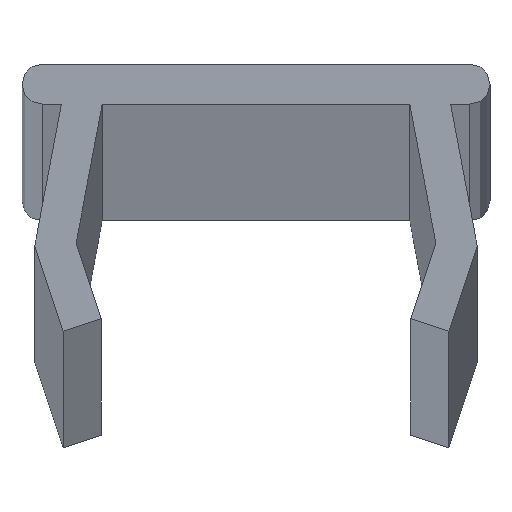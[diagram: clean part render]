
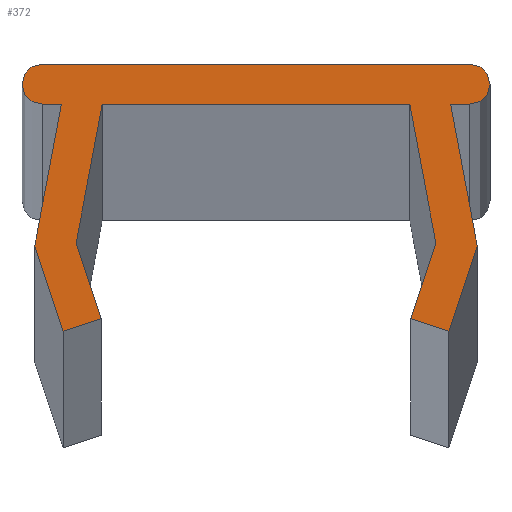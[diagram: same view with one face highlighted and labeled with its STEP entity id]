
A CAD part, top view. The second image highlights one B-rep face of the part: STEP entity #372.
In plain terms, the highlighted planar face has unit normal (0, 0, 1).
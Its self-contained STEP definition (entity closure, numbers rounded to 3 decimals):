
#1 = CIRCLE ( 'NONE', #651, 0.3 ) ;
#3 = EDGE_CURVE ( 'NONE', #25, #635, #235, .T. ) ;
#5 = VERTEX_POINT ( 'NONE', #389 ) ;
#8 = EDGE_CURVE ( 'NONE', #619, #468, #481, .T. ) ;
#13 = DIRECTION ( 'NONE',  ( -0.949, -0.316, 0. ) ) ;
#16 = LINE ( 'NONE', #78, #64 ) ;
#18 = EDGE_CURVE ( 'NONE', #518, #25, #229, .T. ) ;
#19 = CARTESIAN_POINT ( 'NONE',  ( -1.628, 3.55, 1000. ) ) ;
#20 = DIRECTION ( 'NONE',  ( -0.316, -0.949, 0. ) ) ;
#25 = VERTEX_POINT ( 'NONE', #276 ) ;
#29 = EDGE_CURVE ( 'NONE', #5, #465, #642, .T. ) ;
#30 = CARTESIAN_POINT ( 'NONE',  ( -1.328, 3.85, 1000. ) ) ;
#32 = PLANE ( 'NONE',  #440 ) ;
#46 = EDGE_CURVE ( 'NONE', #383, #207, #292, .T. ) ;
#47 = DIRECTION ( 'NONE',  ( 0., 0., 1. ) ) ;
#49 = CARTESIAN_POINT ( 'NONE',  ( 4.562, 1.471, 1000. ) ) ;
#51 = VECTOR ( 'NONE', #607, 1000. ) ;
#64 = VECTOR ( 'NONE', #435, 1000. ) ;
#65 = DIRECTION ( 'NONE',  ( 0.184, -0.983, 0. ) ) ;
#70 = LINE ( 'NONE', #596, #360 ) ;
#77 = CARTESIAN_POINT ( 'NONE',  ( 4.587, 1.545, 1000. ) ) ;
#78 = CARTESIAN_POINT ( 'NONE',  ( -1.413, 1.355, 1000. ) ) ;
#79 = DIRECTION ( 'NONE',  ( -0.316, -0.949, 0. ) ) ;
#97 = ORIENTED_EDGE ( 'NONE', *, *, #532, .F. ) ;
#106 = CARTESIAN_POINT ( 'NONE',  ( -1.628, 3.55, 1000. ) ) ;
#107 = CARTESIAN_POINT ( 'NONE',  ( -0.383, 3.795, 1000. ) ) ;
#109 = ORIENTED_EDGE ( 'NONE', *, *, #164, .F. ) ;
#113 = DIRECTION ( 'NONE',  ( 0., 0., 1. ) ) ;
#119 = DIRECTION ( 'NONE',  ( -0.184, -0.983, 0. ) ) ;
#121 = CARTESIAN_POINT ( 'NONE',  ( -0.444, 0.345, 1000. ) ) ;
#145 = CARTESIAN_POINT ( 'NONE',  ( -1.438, 1.429, 1000. ) ) ;
#146 = ORIENTED_EDGE ( 'NONE', *, *, #29, .F. ) ;
#155 = VECTOR ( 'NONE', #20, 1000. ) ;
#158 = VERTEX_POINT ( 'NONE', #656 ) ;
#160 = LINE ( 'NONE', #621, #230 ) ;
#164 = EDGE_CURVE ( 'NONE', #332, #158, #70, .T. ) ;
#168 = EDGE_CURVE ( 'NONE', #415, #332, #242, .T. ) ;
#172 = ORIENTED_EDGE ( 'NONE', *, *, #3, .T. ) ;
#175 = ORIENTED_EDGE ( 'NONE', *, *, #612, .F. ) ;
#177 = CARTESIAN_POINT ( 'NONE',  ( -1.04, 3.55, 1000. ) ) ;
#178 = VECTOR ( 'NONE', #438, 1000. ) ;
#187 = FACE_OUTER_BOUND ( 'NONE', #199, .T. ) ;
#199 = EDGE_LOOP ( 'NONE', ( #409, #570, #260, #321, #508, #361, #146, #426, #175, #461, #172, #666, #109, #630, #97, #270, #432, #512 ) ) ;
#200 = EDGE_CURVE ( 'NONE', #207, #625, #445, .T. ) ;
#202 = CARTESIAN_POINT ( 'NONE',  ( 4.783, 3.55, 1000. ) ) ;
#207 = VERTEX_POINT ( 'NONE', #177 ) ;
#208 = LINE ( 'NONE', #107, #358 ) ;
#212 = CARTESIAN_POINT ( 'NONE',  ( -1.628, 3.55, 1000. ) ) ;
#218 = EDGE_CURVE ( 'NONE', #625, #465, #16, .T. ) ;
#227 = DIRECTION ( 'NONE',  ( -1., 0., 0. ) ) ;
#229 = LINE ( 'NONE', #106, #178 ) ;
#230 = VECTOR ( 'NONE', #427, 1000. ) ;
#235 = LINE ( 'NONE', #528, #649 ) ;
#241 = DIRECTION ( 'NONE',  ( 0., 0., 1. ) ) ;
#242 = LINE ( 'NONE', #299, #337 ) ;
#244 = CARTESIAN_POINT ( 'NONE',  ( 4.756, 0.155, 1000. ) ) ;
#246 = DIRECTION ( 'NONE',  ( 0., 0., 1. ) ) ;
#248 = CARTESIAN_POINT ( 'NONE',  ( -1.328, 3.55, 1000. ) ) ;
#253 = EDGE_CURVE ( 'NONE', #327, #383, #502, .T. ) ;
#260 = ORIENTED_EDGE ( 'NONE', *, *, #253, .T. ) ;
#270 = ORIENTED_EDGE ( 'NONE', *, *, #8, .T. ) ;
#276 = CARTESIAN_POINT ( 'NONE',  ( 4.173, 3.55, 1000. ) ) ;
#279 = EDGE_CURVE ( 'NONE', #521, #327, #588, .T. ) ;
#280 = AXIS2_PLACEMENT_3D ( 'NONE', #599, #113, #289 ) ;
#284 = CARTESIAN_POINT ( 'NONE',  ( -0.973, 3.905, 1000. ) ) ;
#287 = CARTESIAN_POINT ( 'NONE',  ( 5.072, 3.55, 1000. ) ) ;
#289 = DIRECTION ( 'NONE',  ( -1., 0., 0. ) ) ;
#290 = DIRECTION ( 'NONE',  ( -0.949, 0.316, 0. ) ) ;
#292 = LINE ( 'NONE', #212, #357 ) ;
#297 = CARTESIAN_POINT ( 'NONE',  ( 5.181, 1.429, 1000. ) ) ;
#299 = CARTESIAN_POINT ( 'NONE',  ( 5.156, 1.355, 1000. ) ) ;
#302 = LINE ( 'NONE', #453, #51 ) ;
#316 = CIRCLE ( 'NONE', #428, 0.3 ) ;
#321 = ORIENTED_EDGE ( 'NONE', *, *, #46, .T. ) ;
#323 = DIRECTION ( 'NONE',  ( -0.184, -0.983, 0. ) ) ;
#327 = VERTEX_POINT ( 'NONE', #552 ) ;
#332 = VERTEX_POINT ( 'NONE', #244 ) ;
#337 = VECTOR ( 'NONE', #79, 1000. ) ;
#349 = CARTESIAN_POINT ( 'NONE',  ( 5.072, 3.85, 1000. ) ) ;
#357 = VECTOR ( 'NONE', #423, 1000. ) ;
#358 = VECTOR ( 'NONE', #323, 1000. ) ;
#360 = VECTOR ( 'NONE', #290, 1000. ) ;
#361 = ORIENTED_EDGE ( 'NONE', *, *, #218, .T. ) ;
#362 = EDGE_CURVE ( 'NONE', #579, #5, #302, .T. ) ;
#372 = ADVANCED_FACE ( 'NONE', ( #187 ), #32, .F. ) ;
#383 = VERTEX_POINT ( 'NONE', #248 ) ;
#385 = EDGE_CURVE ( 'NONE', #669, #425, #316, .T. ) ;
#389 = CARTESIAN_POINT ( 'NONE',  ( -0.444, 0.345, 1000. ) ) ;
#395 = CARTESIAN_POINT ( 'NONE',  ( -0.429, 3.55, 1000. ) ) ;
#402 = DIRECTION ( 'NONE',  ( -1., 0., 0. ) ) ;
#403 = DIRECTION ( 'NONE',  ( -1., 0., 0. ) ) ;
#409 = ORIENTED_EDGE ( 'NONE', *, *, #551, .F. ) ;
#415 = VERTEX_POINT ( 'NONE', #297 ) ;
#423 = DIRECTION ( 'NONE',  ( 1., 0., 0. ) ) ;
#425 = VERTEX_POINT ( 'NONE', #541 ) ;
#426 = ORIENTED_EDGE ( 'NONE', *, *, #362, .F. ) ;
#427 = DIRECTION ( 'NONE',  ( 1., 0., 0. ) ) ;
#428 = AXIS2_PLACEMENT_3D ( 'NONE', #349, #246, #403 ) ;
#432 = ORIENTED_EDGE ( 'NONE', *, *, #617, .T. ) ;
#435 = DIRECTION ( 'NONE',  ( 0.316, -0.949, 0. ) ) ;
#438 = DIRECTION ( 'NONE',  ( 1., 0., 0. ) ) ;
#440 = AXIS2_PLACEMENT_3D ( 'NONE', #657, #660, #402 ) ;
#445 = LINE ( 'NONE', #284, #530 ) ;
#453 = CARTESIAN_POINT ( 'NONE',  ( -0.844, 1.545, 1000. ) ) ;
#461 = ORIENTED_EDGE ( 'NONE', *, *, #18, .T. ) ;
#464 = CARTESIAN_POINT ( 'NONE',  ( 5.072, 3.85, 1000. ) ) ;
#465 = VERTEX_POINT ( 'NONE', #492 ) ;
#466 = AXIS2_PLACEMENT_3D ( 'NONE', #30, #241, #227 ) ;
#468 = VERTEX_POINT ( 'NONE', #287 ) ;
#469 = VECTOR ( 'NONE', #633, 1000. ) ;
#475 = CARTESIAN_POINT ( 'NONE',  ( -0.819, 1.471, 1000. ) ) ;
#481 = LINE ( 'NONE', #19, #469 ) ;
#482 = EDGE_CURVE ( 'NONE', #635, #158, #488, .T. ) ;
#488 = LINE ( 'NONE', #77, #155 ) ;
#492 = CARTESIAN_POINT ( 'NONE',  ( -1.013, 0.155, 1000. ) ) ;
#502 = CIRCLE ( 'NONE', #280, 0.3 ) ;
#507 = CARTESIAN_POINT ( 'NONE',  ( 5.372, 3.85, 1000. ) ) ;
#508 = ORIENTED_EDGE ( 'NONE', *, *, #200, .T. ) ;
#512 = ORIENTED_EDGE ( 'NONE', *, *, #385, .T. ) ;
#517 = VECTOR ( 'NONE', #566, 1000. ) ;
#518 = VERTEX_POINT ( 'NONE', #395 ) ;
#521 = VERTEX_POINT ( 'NONE', #671 ) ;
#522 = CARTESIAN_POINT ( 'NONE',  ( 4.717, 3.905, 1000. ) ) ;
#525 = DIRECTION ( 'NONE',  ( -1., 0., 0. ) ) ;
#528 = CARTESIAN_POINT ( 'NONE',  ( 4.127, 3.795, 1000. ) ) ;
#530 = VECTOR ( 'NONE', #119, 1000. ) ;
#532 = EDGE_CURVE ( 'NONE', #619, #415, #572, .T. ) ;
#536 = VECTOR ( 'NONE', #13, 1000. ) ;
#541 = CARTESIAN_POINT ( 'NONE',  ( 5.072, 4.15, 1000. ) ) ;
#551 = EDGE_CURVE ( 'NONE', #521, #425, #160, .T. ) ;
#552 = CARTESIAN_POINT ( 'NONE',  ( -1.628, 3.85, 1000. ) ) ;
#566 = DIRECTION ( 'NONE',  ( 0.184, -0.983, 0. ) ) ;
#570 = ORIENTED_EDGE ( 'NONE', *, *, #279, .T. ) ;
#572 = LINE ( 'NONE', #522, #517 ) ;
#579 = VERTEX_POINT ( 'NONE', #475 ) ;
#588 = CIRCLE ( 'NONE', #466, 0.3 ) ;
#596 = CARTESIAN_POINT ( 'NONE',  ( 4.756, 0.155, 1000. ) ) ;
#599 = CARTESIAN_POINT ( 'NONE',  ( -1.328, 3.85, 1000. ) ) ;
#607 = DIRECTION ( 'NONE',  ( 0.316, -0.949, 0. ) ) ;
#612 = EDGE_CURVE ( 'NONE', #518, #579, #208, .T. ) ;
#617 = EDGE_CURVE ( 'NONE', #468, #669, #1, .T. ) ;
#619 = VERTEX_POINT ( 'NONE', #202 ) ;
#621 = CARTESIAN_POINT ( 'NONE',  ( -1.628, 4.15, 1000. ) ) ;
#625 = VERTEX_POINT ( 'NONE', #145 ) ;
#630 = ORIENTED_EDGE ( 'NONE', *, *, #168, .F. ) ;
#633 = DIRECTION ( 'NONE',  ( 1., 0., 0. ) ) ;
#635 = VERTEX_POINT ( 'NONE', #49 ) ;
#642 = LINE ( 'NONE', #121, #536 ) ;
#649 = VECTOR ( 'NONE', #65, 1000. ) ;
#651 = AXIS2_PLACEMENT_3D ( 'NONE', #464, #47, #525 ) ;
#656 = CARTESIAN_POINT ( 'NONE',  ( 4.187, 0.345, 1000. ) ) ;
#657 = CARTESIAN_POINT ( 'NONE',  ( 0., 0., 1000. ) ) ;
#660 = DIRECTION ( 'NONE',  ( 0., 0., -1. ) ) ;
#666 = ORIENTED_EDGE ( 'NONE', *, *, #482, .T. ) ;
#669 = VERTEX_POINT ( 'NONE', #507 ) ;
#671 = CARTESIAN_POINT ( 'NONE',  ( -1.328, 4.15, 1000. ) ) ;
